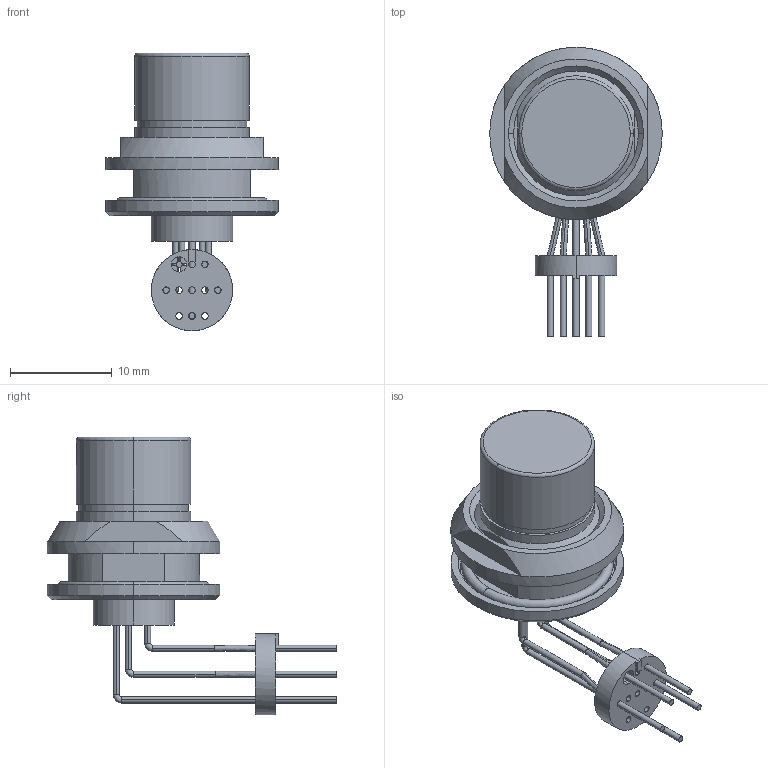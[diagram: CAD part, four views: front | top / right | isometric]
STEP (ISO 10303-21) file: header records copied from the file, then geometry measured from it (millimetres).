
FILE_DESCRIPTION(('STEP AP242'),'1');
FILE_NAME('hen_1f_305_xlvp.stp','2019-04-13T12:03:43',('TraceParts'),('TraceParts S.A.'),'Spatial InterOp 3D',' ',' ');
FILE_SCHEMA(('AP242_MANAGED_MODEL_BASED_3D_ENGINEERING_MIM_LF {1 0 10303 442 1 1 4}'));
Length unit declared in the file: millimetre
Products named in the file (1): hen_1f_305_xlvp_1
Bounding box: 17 x 28.5 x 27.34 mm (x, y, z)
Volume: 2436.6 mm3; surface area: 2190.9 mm2
Topology: 4 solids, 4 shells, 180 faces, 438 edges, 278 vertices
Faces by surface type: cylinder 71, plane 47, cone 30, torus 20, bspline 12
Entity records: 7778 total; most frequent: CARTESIAN_POINT 1870, DIRECTION 1010, ORIENTED_EDGE 876, EDGE_CURVE 438, AXIS2_PLACEMENT_3D 426, VERTEX_POINT 278, CIRCLE 254, EDGE_LOOP 218
